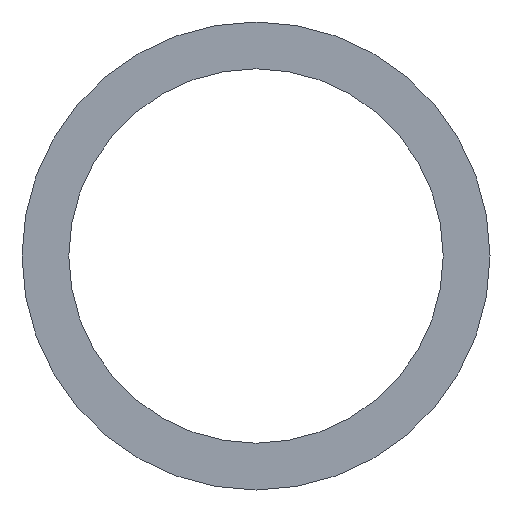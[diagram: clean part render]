
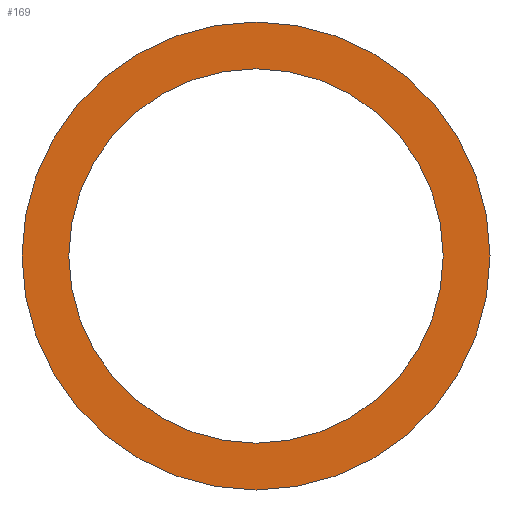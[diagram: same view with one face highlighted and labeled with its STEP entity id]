
A CAD part, front view. The second image highlights one B-rep face of the part: STEP entity #169.
In plain terms, the highlighted planar face has unit normal (0, -1, 0).
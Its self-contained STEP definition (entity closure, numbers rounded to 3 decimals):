
#1 = VERTEX_POINT ( 'NONE', #36 ) ;
#3 = EDGE_CURVE ( 'NONE', #18, #42, #164, .T. ) ;
#18 = VERTEX_POINT ( 'NONE', #147 ) ;
#20 = AXIS2_PLACEMENT_3D ( 'NONE', #85, #196, #216 ) ;
#28 = AXIS2_PLACEMENT_3D ( 'NONE', #31, #115, #32 ) ;
#30 = CARTESIAN_POINT ( 'NONE',  ( 0., 0., 0. ) ) ;
#31 = CARTESIAN_POINT ( 'NONE',  ( 0., 0., 0. ) ) ;
#32 = DIRECTION ( 'NONE',  ( 1., 0., 0. ) ) ;
#36 = CARTESIAN_POINT ( 'NONE',  ( -4., 0., 0. ) ) ;
#42 = VERTEX_POINT ( 'NONE', #201 ) ;
#52 = ORIENTED_EDGE ( 'NONE', *, *, #209, .T. ) ;
#65 = AXIS2_PLACEMENT_3D ( 'NONE', #75, #180, #222 ) ;
#69 = DIRECTION ( 'NONE',  ( 0., 1., 0. ) ) ;
#75 = CARTESIAN_POINT ( 'NONE',  ( 0., 0., 0. ) ) ;
#81 = AXIS2_PLACEMENT_3D ( 'NONE', #210, #166, #131 ) ;
#85 = CARTESIAN_POINT ( 'NONE',  ( 0., 0., 0. ) ) ;
#93 = ORIENTED_EDGE ( 'NONE', *, *, #233, .F. ) ;
#96 = AXIS2_PLACEMENT_3D ( 'NONE', #30, #69, #146 ) ;
#115 = DIRECTION ( 'NONE',  ( 0., 1., 0. ) ) ;
#116 = CIRCLE ( 'NONE', #65, 5. ) ;
#127 = EDGE_LOOP ( 'NONE', ( #225, #93 ) ) ;
#131 = DIRECTION ( 'NONE',  ( 1., 0., 0. ) ) ;
#132 = FACE_BOUND ( 'NONE', #228, .T. ) ;
#133 = CIRCLE ( 'NONE', #28, 4. ) ;
#135 = VERTEX_POINT ( 'NONE', #227 ) ;
#146 = DIRECTION ( 'NONE',  ( 1., 0., 0. ) ) ;
#147 = CARTESIAN_POINT ( 'NONE',  ( 5., 0., 0. ) ) ;
#164 = CIRCLE ( 'NONE', #81, 5. ) ;
#166 = DIRECTION ( 'NONE',  ( 0., 1., 0. ) ) ;
#169 = ADVANCED_FACE ( 'NONE', ( #132, #188 ), #246, .F. ) ;
#180 = DIRECTION ( 'NONE',  ( 0., 1., 0. ) ) ;
#185 = ORIENTED_EDGE ( 'NONE', *, *, #200, .T. ) ;
#188 = FACE_OUTER_BOUND ( 'NONE', #127, .T. ) ;
#196 = DIRECTION ( 'NONE',  ( 0., 1., 0. ) ) ;
#200 = EDGE_CURVE ( 'NONE', #1, #135, #133, .T. ) ;
#201 = CARTESIAN_POINT ( 'NONE',  ( -5., 0., 0. ) ) ;
#205 = CIRCLE ( 'NONE', #20, 4. ) ;
#209 = EDGE_CURVE ( 'NONE', #135, #1, #205, .T. ) ;
#210 = CARTESIAN_POINT ( 'NONE',  ( 0., 0., 0. ) ) ;
#216 = DIRECTION ( 'NONE',  ( 1., 0., 0. ) ) ;
#222 = DIRECTION ( 'NONE',  ( 1., 0., 0. ) ) ;
#225 = ORIENTED_EDGE ( 'NONE', *, *, #3, .F. ) ;
#227 = CARTESIAN_POINT ( 'NONE',  ( 4., 0., 0. ) ) ;
#228 = EDGE_LOOP ( 'NONE', ( #185, #52 ) ) ;
#233 = EDGE_CURVE ( 'NONE', #42, #18, #116, .T. ) ;
#246 = PLANE ( 'NONE',  #96 ) ;
